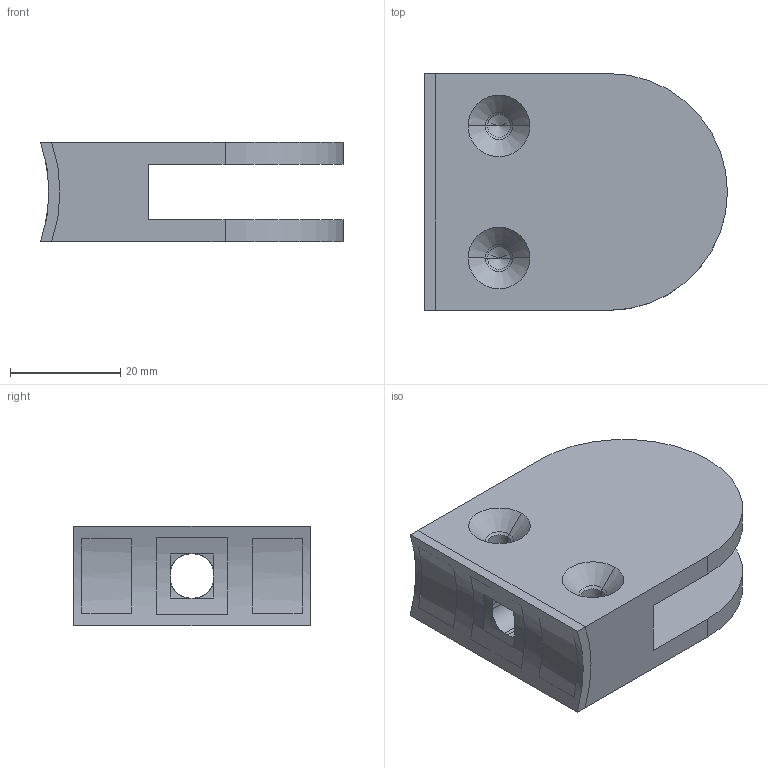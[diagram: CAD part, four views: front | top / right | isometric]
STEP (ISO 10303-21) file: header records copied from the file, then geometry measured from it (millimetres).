
FILE_DESCRIPTION((''),'2;1');
FILE_NAME('GLASKLEMME_HALBRUND_MODELL_20PL','2019-04-16T13:19:51',('wgogel'),('Gerresheimer Regensburg GmbH'),'CREO PARAMETRIC BY PTC INC, 2018190','CREO PARAMETRIC BY PTC INC, 2018190','');
FILE_SCHEMA(('CONFIG_CONTROL_DESIGN','SHAPE_APPEARANCE_LAYERS_GROUPS'));
Length unit declared in the file: millimetre
Products named in the file (1): GLASKLEMME_HALBRUND_MODELL_20PL
Bounding box: 55 x 43 x 18 mm (x, y, z)
Volume: 22805.3 mm3; surface area: 12123.3 mm2
Topology: 1 solids, 5 shells, 61 faces, 174 edges, 126 vertices
Faces by surface type: plane 29, cylinder 20, cone 12
Entity records: 2146 total; most frequent: CARTESIAN_POINT 440, DIRECTION 338, ORIENTED_EDGE 304, EDGE_CURVE 164, AXIS2_PLACEMENT_3D 124, VERTEX_POINT 114, VECTOR 90, LINE 90
